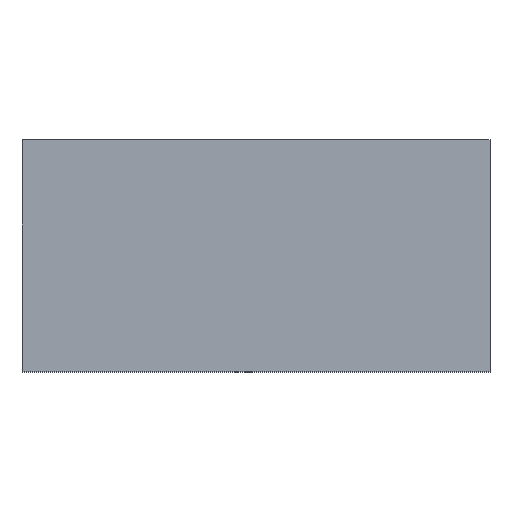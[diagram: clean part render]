
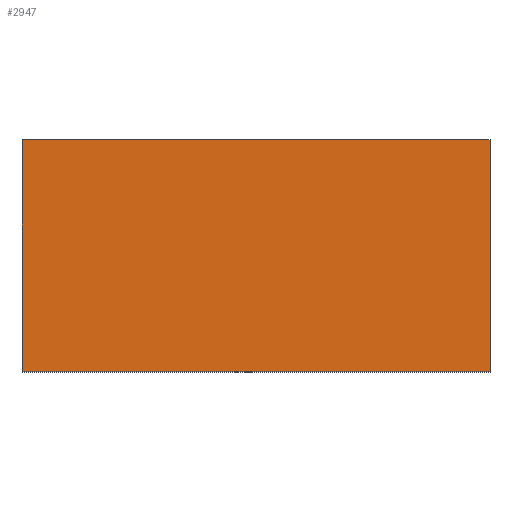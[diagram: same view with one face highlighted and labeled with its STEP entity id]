
A CAD part, top view. The second image highlights one B-rep face of the part: STEP entity #2947.
In plain terms, the highlighted planar face has unit normal (0, 0, 1).
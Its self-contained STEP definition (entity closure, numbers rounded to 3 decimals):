
#15 = EDGE_LOOP ( 'NONE', ( #946, #793, #278, #669 ) ) ;
#198 = VECTOR ( 'NONE', #2964, 1000. ) ;
#239 = CARTESIAN_POINT ( 'NONE',  ( -1.791, -2.146, 8.103 ) ) ;
#253 = VECTOR ( 'NONE', #2270, 1000. ) ;
#270 = DIRECTION ( 'NONE',  ( 0., 0., -1. ) ) ;
#278 = ORIENTED_EDGE ( 'NONE', *, *, #3679, .F. ) ;
#546 = VERTEX_POINT ( 'NONE', #3550 ) ;
#564 = CARTESIAN_POINT ( 'NONE',  ( -1.791, -2.146, 8.103 ) ) ;
#574 = VECTOR ( 'NONE', #2649, 1000. ) ;
#587 = CARTESIAN_POINT ( 'NONE',  ( 6.871, 2.146, 8.103 ) ) ;
#625 = VECTOR ( 'NONE', #3061, 1000. ) ;
#629 = AXIS2_PLACEMENT_3D ( 'NONE', #564, #270, #2049 ) ;
#669 = ORIENTED_EDGE ( 'NONE', *, *, #749, .T. ) ;
#701 = CARTESIAN_POINT ( 'NONE',  ( -1.791, -2.146, 8.103 ) ) ;
#737 = CARTESIAN_POINT ( 'NONE',  ( 6.871, -2.146, 8.103 ) ) ;
#749 = EDGE_CURVE ( 'NONE', #891, #546, #1360, .T. ) ;
#793 = ORIENTED_EDGE ( 'NONE', *, *, #3167, .F. ) ;
#891 = VERTEX_POINT ( 'NONE', #587 ) ;
#946 = ORIENTED_EDGE ( 'NONE', *, *, #1503, .T. ) ;
#1086 = VERTEX_POINT ( 'NONE', #737 ) ;
#1087 = CARTESIAN_POINT ( 'NONE',  ( -1.791, 2.146, 8.103 ) ) ;
#1360 = LINE ( 'NONE', #1087, #253 ) ;
#1503 = EDGE_CURVE ( 'NONE', #546, #2498, #2432, .T. ) ;
#1528 = CARTESIAN_POINT ( 'NONE',  ( 6.871, -2.146, 8.103 ) ) ;
#2049 = DIRECTION ( 'NONE',  ( -1., 0., 0. ) ) ;
#2270 = DIRECTION ( 'NONE',  ( -1., 0., 0. ) ) ;
#2430 = LINE ( 'NONE', #1528, #198 ) ;
#2432 = LINE ( 'NONE', #701, #625 ) ;
#2498 = VERTEX_POINT ( 'NONE', #3329 ) ;
#2649 = DIRECTION ( 'NONE',  ( -1., 0., 0. ) ) ;
#2853 = LINE ( 'NONE', #239, #574 ) ;
#2922 = FACE_OUTER_BOUND ( 'NONE', #15, .T. ) ;
#2947 = ADVANCED_FACE ( 'NONE', ( #2922 ), #3215, .F. ) ;
#2964 = DIRECTION ( 'NONE',  ( 0., -1., 0. ) ) ;
#3061 = DIRECTION ( 'NONE',  ( 0., -1., 0. ) ) ;
#3167 = EDGE_CURVE ( 'NONE', #1086, #2498, #2853, .T. ) ;
#3215 = PLANE ( 'NONE',  #629 ) ;
#3329 = CARTESIAN_POINT ( 'NONE',  ( -1.791, -2.146, 8.103 ) ) ;
#3550 = CARTESIAN_POINT ( 'NONE',  ( -1.791, 2.146, 8.103 ) ) ;
#3679 = EDGE_CURVE ( 'NONE', #891, #1086, #2430, .T. ) ;
